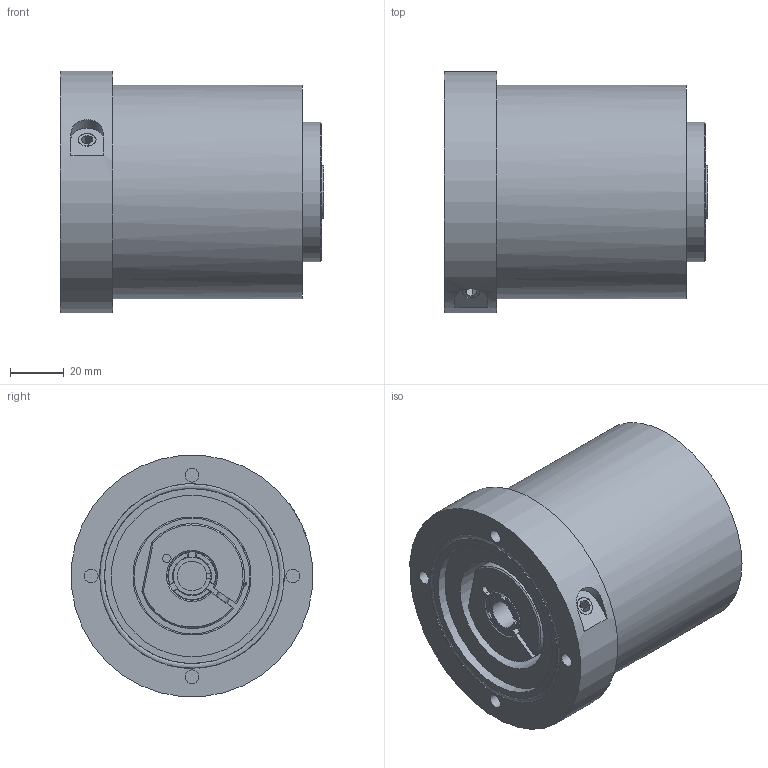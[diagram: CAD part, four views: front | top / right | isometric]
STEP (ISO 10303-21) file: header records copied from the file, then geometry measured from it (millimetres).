
FILE_DESCRIPTION(/* description */ ('EEPL64/1'),/* implementation_level */ '2;1');
FILE_NAME(/* name */ '80060072I005.stp',/* time_stamp */ '2019-10-01T09:37:05+02:00',/* author */ ('ifriedrich'),/* organization */ (''),/* preprocessor_version */ 'ST-DEVELOPER v16.13',/* originating_system */ 'Autodesk Inventor 2018',/* authorisation */ '');
FILE_SCHEMA (('AUTOMOTIVE_DESIGN { 1 0 10303 214 3 1 1 }'));
Length unit declared in the file: millimetre
Products named in the file (1): EEPL64/1-80060072- Ä0.6
Bounding box: 98 x 89.66 x 89.66 mm (x, y, z)
Volume: 1744.3 mm3; surface area: 55691.5 mm2
Topology: 17 solids, 22 shells, 404 faces, 1012 edges, 659 vertices
Faces by surface type: plane 195, cylinder 116, cone 79, torus 11, bspline 3
Full cylindrical faces by diameter (mm): 2.5 x1, 3.242 x4, 4 x4, 4.1 x4, 4.134 x1, 4.5 x4, 4.917 x4, 5 x1, 5.2 x4, 5.5 x1, 6.647 x2, 7 x4, 7.5 x4, 8.376 x8, 8.5 x1, 9 x9, 10 x4, 11 x1, 19 x1, 20 x2, 21 x1, 44 x1, 50 x1, 52 x1, 60 x1, 65 x2, 68.7 x2, 79.5 x1, 90 x1
Entity records: 11717 total; most frequent: CARTESIAN_POINT 2608, DIRECTION 1889, ORIENTED_EDGE 1598, AXIS2_PLACEMENT_3D 802, EDGE_CURVE 796, EDGE_LOOP 581, VERTEX_POINT 571, FACE_OUTER_BOUND 404
